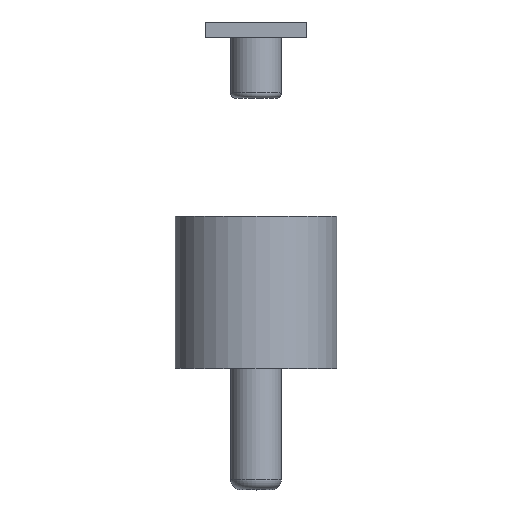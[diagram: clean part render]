
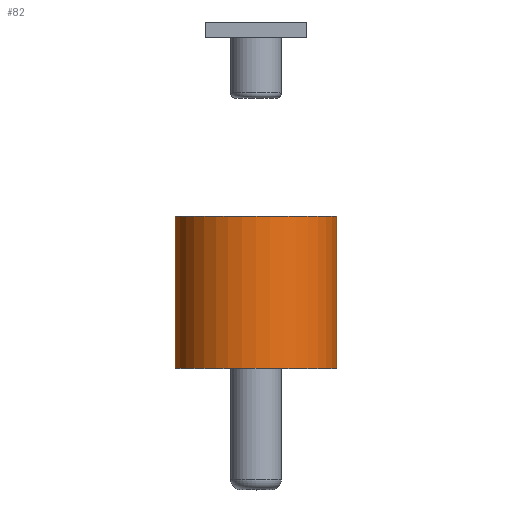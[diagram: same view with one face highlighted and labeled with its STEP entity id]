
A CAD part, top view. The second image highlights one B-rep face of the part: STEP entity #82.
In plain terms, the highlighted cylindrical face has radius 8 mm (diameter 16 mm), a full revolution.
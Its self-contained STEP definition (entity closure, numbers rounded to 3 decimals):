
#82 = ADVANCED_FACE( '', ( #181, #182 ), #183, .T. );
#181 = FACE_OUTER_BOUND( '', #308, .T. );
#182 = FACE_OUTER_BOUND( '', #309, .T. );
#183 = CYLINDRICAL_SURFACE( '', #310, 8. );
#308 = EDGE_LOOP( '', ( #443 ) );
#309 = EDGE_LOOP( '', ( #444 ) );
#310 = AXIS2_PLACEMENT_3D( '', #445, #446, #447 );
#443 = ORIENTED_EDGE( '', *, *, #601, .F. );
#444 = ORIENTED_EDGE( '', *, *, #602, .F. );
#445 = CARTESIAN_POINT( '', ( -50.672, 109.79, 540.486 ) );
#446 = DIRECTION( '', ( 0., -1., 0. ) );
#447 = DIRECTION( '', ( -1., 0., 0. ) );
#601 = EDGE_CURVE( '', #681, #681, #682, .T. );
#602 = EDGE_CURVE( '', #683, #683, #684, .T. );
#681 = VERTEX_POINT( '', #782 );
#682 = CIRCLE( '', #783, 8. );
#683 = VERTEX_POINT( '', #784 );
#684 = CIRCLE( '', #785, 8. );
#782 = CARTESIAN_POINT( '', ( -42.672, 124.79, 540.486 ) );
#783 = AXIS2_PLACEMENT_3D( '', #875, #876, #877 );
#784 = CARTESIAN_POINT( '', ( -42.672, 109.79, 540.486 ) );
#785 = AXIS2_PLACEMENT_3D( '', #878, #879, #880 );
#875 = CARTESIAN_POINT( '', ( -50.672, 124.79, 540.486 ) );
#876 = DIRECTION( '', ( 0., 1., 0. ) );
#877 = DIRECTION( '', ( 1., 0., 0. ) );
#878 = CARTESIAN_POINT( '', ( -50.672, 109.79, 540.486 ) );
#879 = DIRECTION( '', ( 0., -1., 0. ) );
#880 = DIRECTION( '', ( 1., 0., 0. ) );
